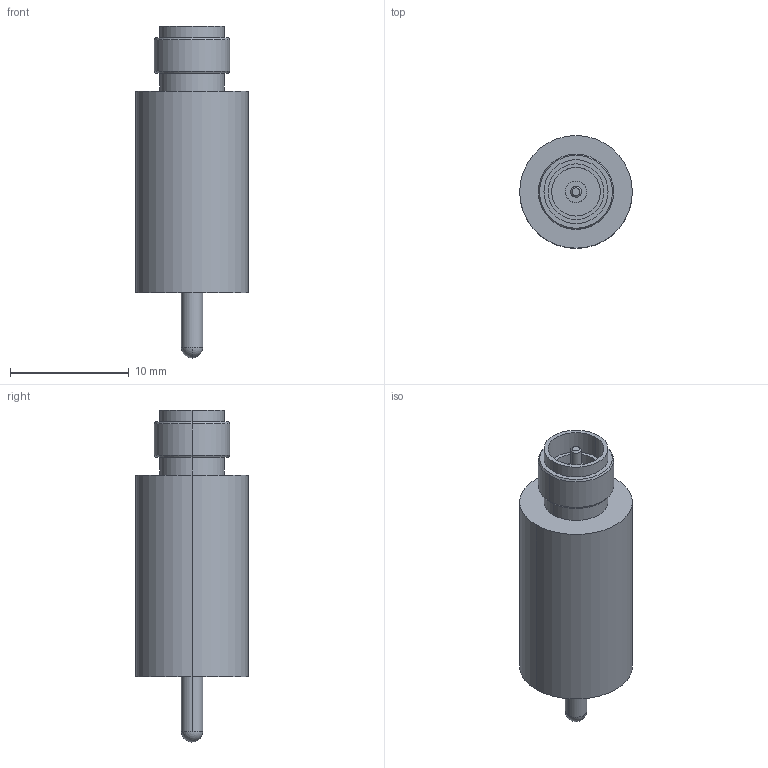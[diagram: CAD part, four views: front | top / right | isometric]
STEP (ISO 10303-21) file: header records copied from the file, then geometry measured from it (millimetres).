
FILE_DESCRIPTION (( 'STEP AP214' ), '1' );
FILE_NAME ('242-SMA50.STEP', '2020-01-13T09:08:56', ( '' ), ( '' ), 'SwSTEP 2.0', 'SolidWorks 2017', '' );
FILE_SCHEMA (( 'AUTOMOTIVE_DESIGN' ));
Length unit declared in the file: millimetre
Products named in the file (6): 9242-SMA50-1; 9242-SMA50-3; 9242-SMA50-2; 242-SMA50; 9242-SMA50-4; 9242-SMA50-5
Assembly tree (5 placements, depth 2):
  242-SMA50
    9242-SMA50-1
    9242-SMA50-2
    9242-SMA50-3
    9242-SMA50-4
    9242-SMA50-5
Bounding box: 9.5 x 9.5 x 28 mm (x, y, z)
Volume: 915.9 mm3; surface area: 1860.2 mm2
Topology: 5 solids, 5 shells, 69 faces, 140 edges, 89 vertices
Faces by surface type: cylinder 38, plane 19, cone 6, torus 4, sphere 2
Entity records: 2092 total; most frequent: DIRECTION 386, CARTESIAN_POINT 304, ORIENTED_EDGE 276, AXIS2_PLACEMENT_3D 171, EDGE_CURVE 138, CIRCLE 94, VERTEX_POINT 89, EDGE_LOOP 87
